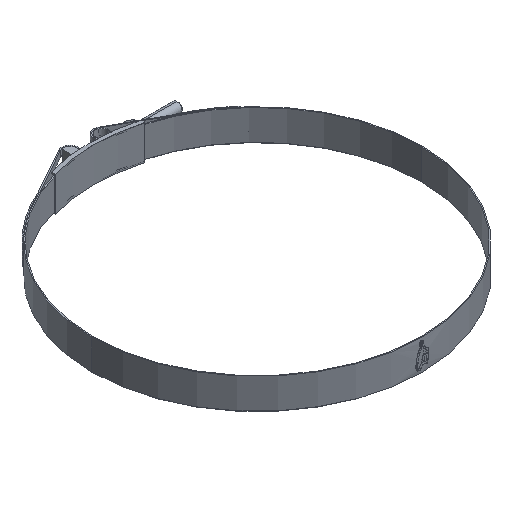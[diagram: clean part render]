
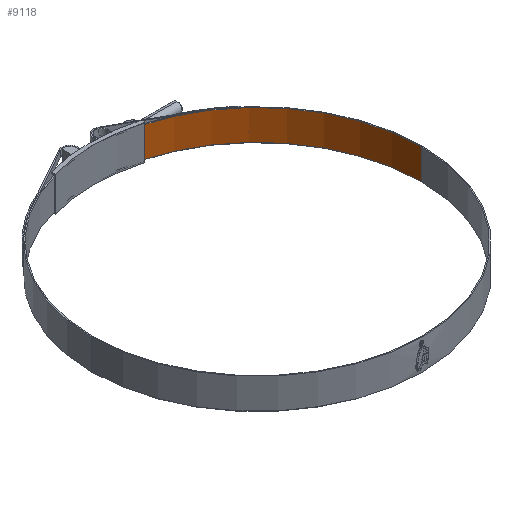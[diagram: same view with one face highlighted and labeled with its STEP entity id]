
A CAD part, isometric view. The second image highlights one B-rep face of the part: STEP entity #9118.
In plain terms, the highlighted cylindrical face has radius 104 mm (diameter 208 mm), a partial arc.
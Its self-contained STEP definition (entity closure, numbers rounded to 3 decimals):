
#209 = ORIENTED_EDGE ( 'NONE', *, *, #6076, .F. ) ;
#218 = EDGE_LOOP ( 'NONE', ( #2100, #209, #6648, #8511 ) ) ;
#572 = DIRECTION ( 'NONE',  ( -1., 0., 0. ) ) ;
#1292 = CARTESIAN_POINT ( 'NONE',  ( 0., 0., -9.65 ) ) ;
#1723 = VECTOR ( 'NONE', #8675, 1000. ) ;
#2100 = ORIENTED_EDGE ( 'NONE', *, *, #10297, .F. ) ;
#2218 = DIRECTION ( 'NONE',  ( 0., 0., -1. ) ) ;
#2621 = CARTESIAN_POINT ( 'NONE',  ( 0., 0., 9.65 ) ) ;
#2650 = CARTESIAN_POINT ( 'NONE',  ( 9.541, 103.561, 9.65 ) ) ;
#3300 = LINE ( 'NONE', #14315, #1723 ) ;
#3800 = CARTESIAN_POINT ( 'NONE',  ( 9.541, 103.561, -9.65 ) ) ;
#4436 = LINE ( 'NONE', #4723, #11092 ) ;
#4723 = CARTESIAN_POINT ( 'NONE',  ( 9.541, 103.561, 9.65 ) ) ;
#5029 = FACE_OUTER_BOUND ( 'NONE', #218, .T. ) ;
#5449 = AXIS2_PLACEMENT_3D ( 'NONE', #1292, #7883, #14420 ) ;
#5582 = CARTESIAN_POINT ( 'NONE',  ( 104., 0., -9.65 ) ) ;
#5654 = CIRCLE ( 'NONE', #6830, 104. ) ;
#6076 = EDGE_CURVE ( 'NONE', #14104, #12069, #5654, .T. ) ;
#6152 = VERTEX_POINT ( 'NONE', #5582 ) ;
#6648 = ORIENTED_EDGE ( 'NONE', *, *, #9825, .T. ) ;
#6830 = AXIS2_PLACEMENT_3D ( 'NONE', #11031, #2218, #7709 ) ;
#7138 = CYLINDRICAL_SURFACE ( 'NONE', #9205, 104. ) ;
#7709 = DIRECTION ( 'NONE',  ( -1., 0., 0. ) ) ;
#7818 = DIRECTION ( 'NONE',  ( 0., 0., -1. ) ) ;
#7883 = DIRECTION ( 'NONE',  ( 0., 0., -1. ) ) ;
#8026 = CIRCLE ( 'NONE', #5449, 104. ) ;
#8511 = ORIENTED_EDGE ( 'NONE', *, *, #9280, .T. ) ;
#8675 = DIRECTION ( 'NONE',  ( 0., 0., -1. ) ) ;
#9118 = ADVANCED_FACE ( 'NONE', ( #5029 ), #7138, .F. ) ;
#9205 = AXIS2_PLACEMENT_3D ( 'NONE', #2621, #12733, #572 ) ;
#9280 = EDGE_CURVE ( 'NONE', #12443, #6152, #8026, .T. ) ;
#9825 = EDGE_CURVE ( 'NONE', #14104, #12443, #4436, .T. ) ;
#10297 = EDGE_CURVE ( 'NONE', #12069, #6152, #3300, .T. ) ;
#11031 = CARTESIAN_POINT ( 'NONE',  ( 0., 0., 9.65 ) ) ;
#11092 = VECTOR ( 'NONE', #7818, 1000. ) ;
#11585 = CARTESIAN_POINT ( 'NONE',  ( 104., 0., 9.65 ) ) ;
#12069 = VERTEX_POINT ( 'NONE', #11585 ) ;
#12443 = VERTEX_POINT ( 'NONE', #3800 ) ;
#12733 = DIRECTION ( 'NONE',  ( 0., 0., -1. ) ) ;
#14104 = VERTEX_POINT ( 'NONE', #2650 ) ;
#14315 = CARTESIAN_POINT ( 'NONE',  ( 104., 0., 9.65 ) ) ;
#14420 = DIRECTION ( 'NONE',  ( -1., 0., 0. ) ) ;
